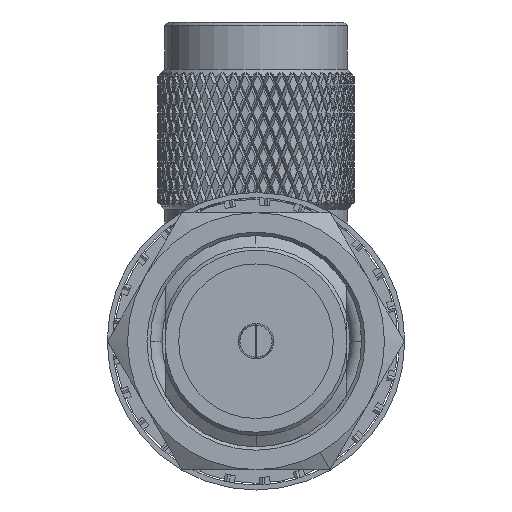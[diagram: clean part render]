
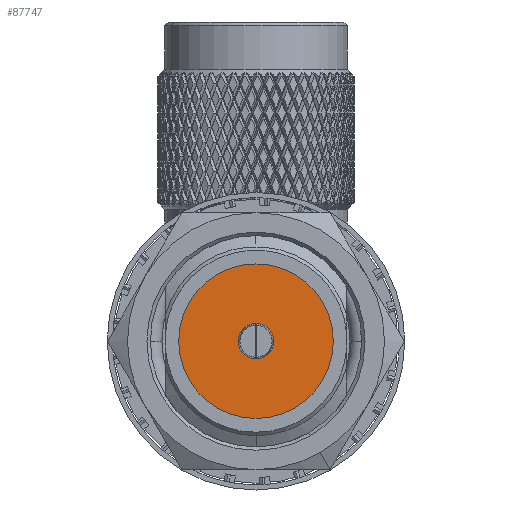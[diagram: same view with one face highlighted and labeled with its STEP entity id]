
A CAD part, left-side view. The second image highlights one B-rep face of the part: STEP entity #87747.
In plain terms, the highlighted face is planar.
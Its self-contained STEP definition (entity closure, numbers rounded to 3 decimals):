
#2260 = EDGE_CURVE ( 'NONE', #74439, #5196, #125351, .T. ) ;
#4069 = CARTESIAN_POINT ( 'NONE',  ( 21.412, 0., 0. ) ) ;
#5196 = VERTEX_POINT ( 'NONE', #140952 ) ;
#6550 = CARTESIAN_POINT ( 'NONE',  ( 21.412, 0., -1.311 ) ) ;
#11794 = CARTESIAN_POINT ( 'NONE',  ( 21.412, 0., 0. ) ) ;
#16827 = CARTESIAN_POINT ( 'NONE',  ( 21.412, 0., 0. ) ) ;
#32213 = DIRECTION ( 'NONE',  ( 0., 0., -1. ) ) ;
#34723 = CARTESIAN_POINT ( 'NONE',  ( 21.412, 0., 0. ) ) ;
#37830 = CARTESIAN_POINT ( 'NONE',  ( 21.412, 0., 1.311 ) ) ;
#40800 = CIRCLE ( 'NONE', #117854, 5.715 ) ;
#44508 = EDGE_CURVE ( 'NONE', #168218, #67367, #62741, .T. ) ;
#44806 = DIRECTION ( 'NONE',  ( 0., 0., -1. ) ) ;
#45582 = DIRECTION ( 'NONE',  ( 1., 0., 0. ) ) ;
#51916 = ORIENTED_EDGE ( 'NONE', *, *, #92600, .T. ) ;
#52996 = DIRECTION ( 'NONE',  ( 1., 0., 0. ) ) ;
#58972 = AXIS2_PLACEMENT_3D ( 'NONE', #16827, #146188, #44806 ) ;
#62741 = CIRCLE ( 'NONE', #158405, 1.311 ) ;
#64388 = EDGE_LOOP ( 'NONE', ( #79187, #51916 ) ) ;
#67367 = VERTEX_POINT ( 'NONE', #37830 ) ;
#73562 = DIRECTION ( 'NONE',  ( 0., 0., -1. ) ) ;
#74439 = VERTEX_POINT ( 'NONE', #75219 ) ;
#74689 = FACE_BOUND ( 'NONE', #163999, .T. ) ;
#75219 = CARTESIAN_POINT ( 'NONE',  ( 21.412, 0., -5.715 ) ) ;
#79187 = ORIENTED_EDGE ( 'NONE', *, *, #2260, .T. ) ;
#87747 = ADVANCED_FACE ( 'NONE', ( #74689, #104690 ), #133611, .T. ) ;
#92600 = EDGE_CURVE ( 'NONE', #5196, #74439, #40800, .T. ) ;
#104592 = EDGE_CURVE ( 'NONE', #67367, #168218, #158653, .T. ) ;
#104690 = FACE_OUTER_BOUND ( 'NONE', #64388, .T. ) ;
#111381 = ORIENTED_EDGE ( 'NONE', *, *, #44508, .F. ) ;
#117262 = CARTESIAN_POINT ( 'NONE',  ( 21.412, 0., 0. ) ) ;
#117854 = AXIS2_PLACEMENT_3D ( 'NONE', #34723, #52996, #167912 ) ;
#125351 = CIRCLE ( 'NONE', #168433, 5.715 ) ;
#133611 = PLANE ( 'NONE',  #58972 ) ;
#140952 = CARTESIAN_POINT ( 'NONE',  ( 21.412, 0., 5.715 ) ) ;
#146188 = DIRECTION ( 'NONE',  ( 1., 0., 0. ) ) ;
#146371 = AXIS2_PLACEMENT_3D ( 'NONE', #11794, #174907, #188453 ) ;
#156587 = ORIENTED_EDGE ( 'NONE', *, *, #104592, .F. ) ;
#158405 = AXIS2_PLACEMENT_3D ( 'NONE', #117262, #161594, #32213 ) ;
#158653 = CIRCLE ( 'NONE', #146371, 1.311 ) ;
#161594 = DIRECTION ( 'NONE',  ( 1., 0., 0. ) ) ;
#163999 = EDGE_LOOP ( 'NONE', ( #111381, #156587 ) ) ;
#167912 = DIRECTION ( 'NONE',  ( 0., 0., -1. ) ) ;
#168218 = VERTEX_POINT ( 'NONE', #6550 ) ;
#168433 = AXIS2_PLACEMENT_3D ( 'NONE', #4069, #45582, #73562 ) ;
#174907 = DIRECTION ( 'NONE',  ( 1., 0., 0. ) ) ;
#188453 = DIRECTION ( 'NONE',  ( 0., 0., -1. ) ) ;
